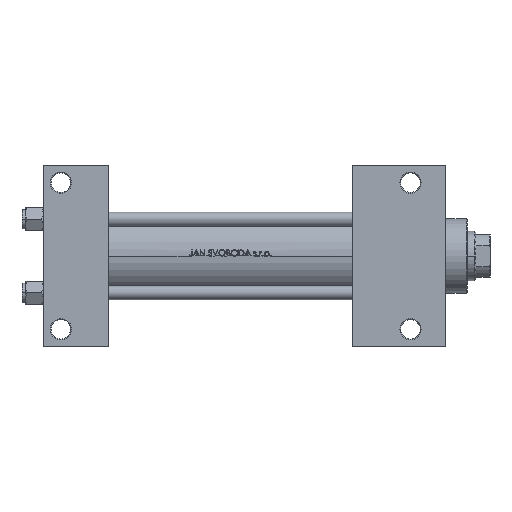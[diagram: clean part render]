
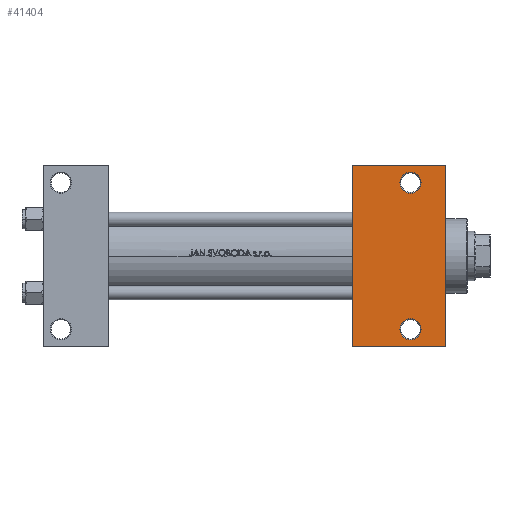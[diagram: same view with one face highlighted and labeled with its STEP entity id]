
A CAD part, front view. The second image highlights one B-rep face of the part: STEP entity #41404.
In plain terms, the highlighted face is planar.
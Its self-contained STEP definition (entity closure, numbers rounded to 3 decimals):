
#59 = VERTEX_POINT ( 'NONE', #97 ) ;
#97 = CARTESIAN_POINT ( 'NONE',  ( 228., 51.5, -30. ) ) ;
#180 = EDGE_CURVE ( 'NONE', #24323, #30761, #5462, .T. ) ;
#2976 = DIRECTION ( 'NONE',  ( -1., 0., 0. ) ) ;
#3810 = CIRCLE ( 'NONE', #9362, 6. ) ;
#4372 = LINE ( 'NONE', #11572, #46215 ) ;
#4521 = DIRECTION ( 'NONE',  ( 0., -1., 0. ) ) ;
#4718 = EDGE_CURVE ( 'NONE', #13173, #11519, #6682, .T. ) ;
#4798 = DIRECTION ( 'NONE',  ( 0., 0., 1. ) ) ;
#5404 = EDGE_CURVE ( 'NONE', #8847, #11519, #19161, .T. ) ;
#5462 = CIRCLE ( 'NONE', #20532, 6. ) ;
#5470 = CARTESIAN_POINT ( 'NONE',  ( 208., 41.5, -30. ) ) ;
#5971 = EDGE_LOOP ( 'NONE', ( #9326, #6553, #48113, #7105 ) ) ;
#6553 = ORIENTED_EDGE ( 'NONE', *, *, #28192, .T. ) ;
#6629 = CARTESIAN_POINT ( 'NONE',  ( 228., 30., -30. ) ) ;
#6682 = LINE ( 'NONE', #36966, #9120 ) ;
#6785 = DIRECTION ( 'NONE',  ( 0., 0., 1. ) ) ;
#6803 = ORIENTED_EDGE ( 'NONE', *, *, #180, .T. ) ;
#7105 = ORIENTED_EDGE ( 'NONE', *, *, #4718, .T. ) ;
#7989 = CARTESIAN_POINT ( 'NONE',  ( 175., 30., -30. ) ) ;
#8847 = VERTEX_POINT ( 'NONE', #42051 ) ;
#9120 = VECTOR ( 'NONE', #2976, 1000. ) ;
#9326 = ORIENTED_EDGE ( 'NONE', *, *, #5404, .F. ) ;
#9362 = AXIS2_PLACEMENT_3D ( 'NONE', #46771, #13248, #23452 ) ;
#9893 = VECTOR ( 'NONE', #4521, 1000. ) ;
#10862 = DIRECTION ( 'NONE',  ( 0., 0., 1. ) ) ;
#11519 = VERTEX_POINT ( 'NONE', #13307 ) ;
#11572 = CARTESIAN_POINT ( 'NONE',  ( 175., 51.5, -30. ) ) ;
#11591 = ORIENTED_EDGE ( 'NONE', *, *, #12549, .T. ) ;
#12549 = EDGE_CURVE ( 'NONE', #30761, #24323, #26806, .T. ) ;
#12911 = EDGE_CURVE ( 'NONE', #33659, #31838, #3810, .T. ) ;
#13173 = VERTEX_POINT ( 'NONE', #28086 ) ;
#13248 = DIRECTION ( 'NONE',  ( 0., 0., 1. ) ) ;
#13307 = CARTESIAN_POINT ( 'NONE',  ( 175., -51.5, -30. ) ) ;
#14499 = EDGE_LOOP ( 'NONE', ( #31156, #19140 ) ) ;
#15166 = CARTESIAN_POINT ( 'NONE',  ( 202., 41.5, -30. ) ) ;
#18248 = FACE_OUTER_BOUND ( 'NONE', #5971, .T. ) ;
#18357 = CARTESIAN_POINT ( 'NONE',  ( 214., 41.5, -30. ) ) ;
#18493 = FACE_BOUND ( 'NONE', #14499, .T. ) ;
#18977 = FACE_BOUND ( 'NONE', #31056, .T. ) ;
#19140 = ORIENTED_EDGE ( 'NONE', *, *, #12911, .T. ) ;
#19161 = LINE ( 'NONE', #7989, #9893 ) ;
#20532 = AXIS2_PLACEMENT_3D ( 'NONE', #30616, #4798, #46739 ) ;
#21845 = EDGE_CURVE ( 'NONE', #31838, #33659, #27793, .T. ) ;
#22463 = PLANE ( 'NONE',  #37527 ) ;
#23452 = DIRECTION ( 'NONE',  ( 0., 1., 0. ) ) ;
#24323 = VERTEX_POINT ( 'NONE', #15166 ) ;
#26178 = DIRECTION ( 'NONE',  ( 0., 0., -1. ) ) ;
#26425 = DIRECTION ( 'NONE',  ( 0., 1., 0. ) ) ;
#26806 = CIRCLE ( 'NONE', #33946, 6. ) ;
#27451 = DIRECTION ( 'NONE',  ( 1., 0., 0. ) ) ;
#27793 = CIRCLE ( 'NONE', #30945, 6. ) ;
#28086 = CARTESIAN_POINT ( 'NONE',  ( 228., -51.5, -30. ) ) ;
#28192 = EDGE_CURVE ( 'NONE', #8847, #59, #4372, .T. ) ;
#30616 = CARTESIAN_POINT ( 'NONE',  ( 208., 41.5, -30. ) ) ;
#30761 = VERTEX_POINT ( 'NONE', #18357 ) ;
#30945 = AXIS2_PLACEMENT_3D ( 'NONE', #34265, #6785, #32849 ) ;
#31056 = EDGE_LOOP ( 'NONE', ( #6803, #11591 ) ) ;
#31156 = ORIENTED_EDGE ( 'NONE', *, *, #21845, .T. ) ;
#31838 = VERTEX_POINT ( 'NONE', #35541 ) ;
#32849 = DIRECTION ( 'NONE',  ( 0., 1., 0. ) ) ;
#33379 = CARTESIAN_POINT ( 'NONE',  ( 228., 30., -30. ) ) ;
#33659 = VERTEX_POINT ( 'NONE', #39893 ) ;
#33680 = DIRECTION ( 'NONE',  ( 0., -1., 0. ) ) ;
#33946 = AXIS2_PLACEMENT_3D ( 'NONE', #5470, #10862, #48599 ) ;
#34265 = CARTESIAN_POINT ( 'NONE',  ( 208., -41.5, -30. ) ) ;
#35541 = CARTESIAN_POINT ( 'NONE',  ( 202., -41.5, -30. ) ) ;
#36966 = CARTESIAN_POINT ( 'NONE',  ( 175., -51.5, -30. ) ) ;
#37402 = LINE ( 'NONE', #6629, #45515 ) ;
#37527 = AXIS2_PLACEMENT_3D ( 'NONE', #33379, #26178, #26425 ) ;
#39893 = CARTESIAN_POINT ( 'NONE',  ( 214., -41.5, -30. ) ) ;
#41404 = ADVANCED_FACE ( 'NONE', ( #18977, #18493, #18248 ), #22463, .T. ) ;
#42051 = CARTESIAN_POINT ( 'NONE',  ( 175., 51.5, -30. ) ) ;
#42902 = EDGE_CURVE ( 'NONE', #59, #13173, #37402, .T. ) ;
#45515 = VECTOR ( 'NONE', #33680, 1000. ) ;
#46215 = VECTOR ( 'NONE', #27451, 1000. ) ;
#46739 = DIRECTION ( 'NONE',  ( 0., 1., 0. ) ) ;
#46771 = CARTESIAN_POINT ( 'NONE',  ( 208., -41.5, -30. ) ) ;
#48113 = ORIENTED_EDGE ( 'NONE', *, *, #42902, .T. ) ;
#48599 = DIRECTION ( 'NONE',  ( 0., 1., 0. ) ) ;
